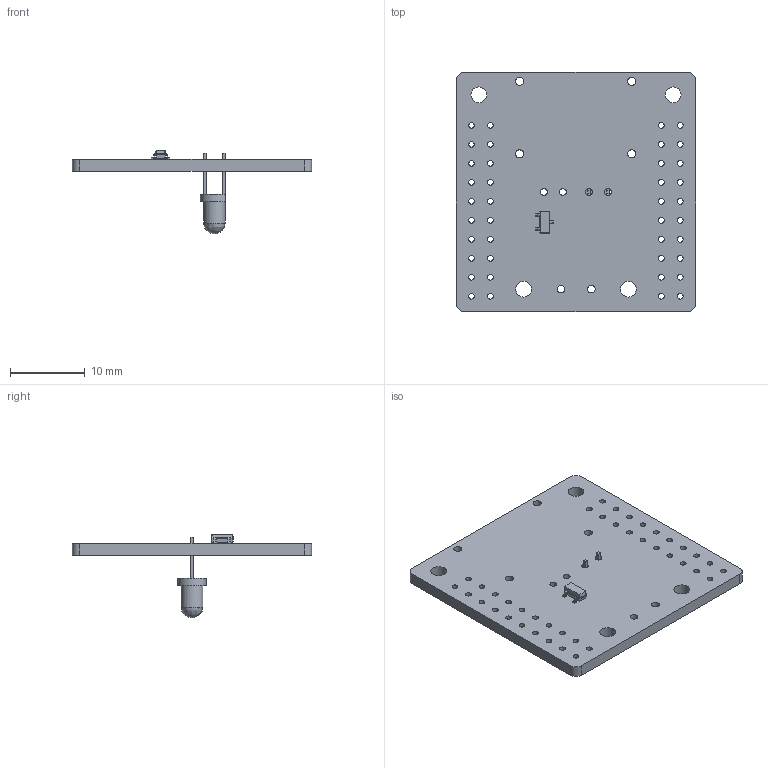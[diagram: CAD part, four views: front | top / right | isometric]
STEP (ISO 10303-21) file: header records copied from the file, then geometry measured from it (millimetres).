
FILE_DESCRIPTION(('KiCad electronic assembly'),'2;1');
FILE_NAME('ehz-adapter-v2.step','2022-01-27T07:13:56',('Pcbnew'),( 'Kicad'),'Open CASCADE STEP processor 7.5','KiCad to STEP converter' ,'Unknown');
FILE_SCHEMA(('AUTOMOTIVE_DESIGN { 1 0 10303 214 1 1 1 1 }'));
Length unit declared in the file: millimetre
Products named in the file (6): ehz-adapter-v2 1; SOT-23; SOLID; LED_D3.0mm_IRBlack; ehz-adapter-v3 PCB
Assembly tree (5 placements, depth 3):
  ehz-adapter-v2 1
    SOT-23
      SOLID
    LED_D3.0mm_IRBlack
      SOLID
    ehz-adapter-v3 PCB
Bounding box: 32 x 32 x 11.2 mm (x, y, z)
Volume: 1615.5 mm3; surface area: 2517.1 mm2
Topology: 3 solids, 3 shells, 156 faces, 401 edges, 253 vertices
Faces by surface type: bspline 92, cylinder 58, plane 6
Full cylindrical faces by diameter (mm): 0.762 x40, 0.9 x4, 1 x2, 1.1 x4, 2.1 x4
Entity records: 10488 total; most frequent: CARTESIAN_POINT 2861, DIRECTION 814, ORIENTED_EDGE 800, PCURVE 800, DEFINITIONAL_REPRESENTATION 800, B_SPLINE_CURVE_WITH_KNOTS 586, EDGE_CURVE 400, SURFACE_CURVE 344
